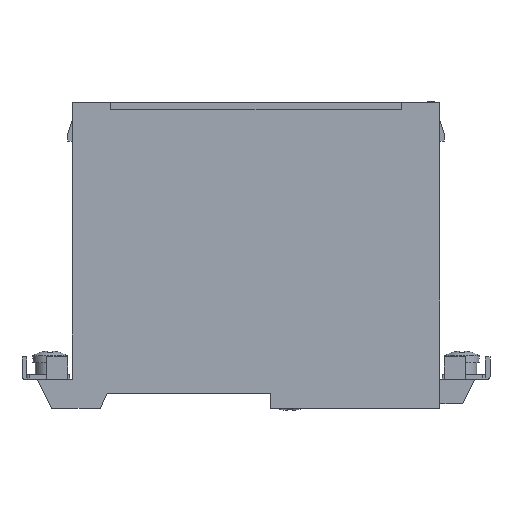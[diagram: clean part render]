
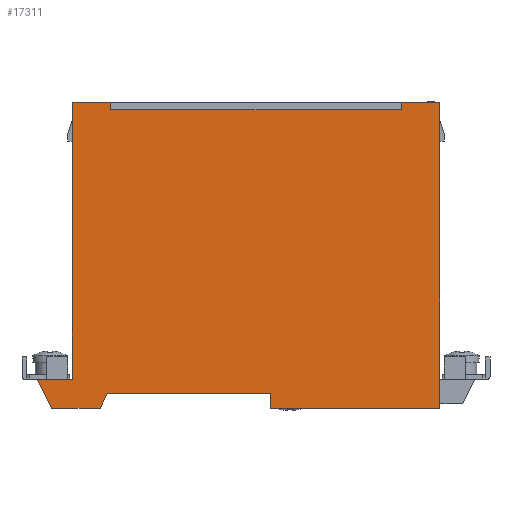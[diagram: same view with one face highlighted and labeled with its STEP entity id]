
A CAD part, left-side view. The second image highlights one B-rep face of the part: STEP entity #17311.
In plain terms, the highlighted planar face has unit normal (-1, 0, 0).
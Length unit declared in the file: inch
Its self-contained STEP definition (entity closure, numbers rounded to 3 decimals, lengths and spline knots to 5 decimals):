
#1386=LINE('',#30392,#3005);
#1417=LINE('',#30456,#3036);
#1418=LINE('',#30459,#3037);
#1424=LINE('',#30471,#3043);
#1425=LINE('',#30473,#3044);
#1426=LINE('',#30475,#3045);
#1427=LINE('',#30477,#3046);
#1428=LINE('',#30479,#3047);
#1429=LINE('',#30481,#3048);
#1430=LINE('',#30483,#3049);
#1431=LINE('',#30485,#3050);
#1432=LINE('',#30487,#3051);
#1433=LINE('',#30489,#3052);
#1434=LINE('',#30490,#3053);
#3005=VECTOR('',#20440,0.3937);
#3036=VECTOR('',#20493,0.3937);
#3037=VECTOR('',#20496,0.3937);
#3043=VECTOR('',#20506,0.3937);
#3044=VECTOR('',#20507,0.3937);
#3045=VECTOR('',#20508,0.3937);
#3046=VECTOR('',#20509,0.3937);
#3047=VECTOR('',#20510,0.3937);
#3048=VECTOR('',#20511,0.3937);
#3049=VECTOR('',#20512,0.3937);
#3050=VECTOR('',#20513,0.3937);
#3051=VECTOR('',#20514,0.3937);
#3052=VECTOR('',#20515,0.3937);
#3053=VECTOR('',#20516,0.3937);
#4633=FACE_OUTER_BOUND('',#5658,.T.);
#5658=EDGE_LOOP('',(#14384,#14385,#14386,#14387,#14388,#14389,#14390,#14391,
#14392,#14393,#14394,#14395,#14396,#14397));
#7794=VERTEX_POINT('',#30389);
#7795=VERTEX_POINT('',#30391);
#7817=VERTEX_POINT('',#30454);
#7818=VERTEX_POINT('',#30458);
#7822=VERTEX_POINT('',#30470);
#7823=VERTEX_POINT('',#30472);
#7824=VERTEX_POINT('',#30474);
#7825=VERTEX_POINT('',#30476);
#7826=VERTEX_POINT('',#30478);
#7827=VERTEX_POINT('',#30480);
#7828=VERTEX_POINT('',#30482);
#7829=VERTEX_POINT('',#30484);
#7830=VERTEX_POINT('',#30486);
#7831=VERTEX_POINT('',#30488);
#10034=EDGE_CURVE('',#7795,#7794,#1386,.T.);
#10067=EDGE_CURVE('',#7794,#7817,#1417,.T.);
#10068=EDGE_CURVE('',#7818,#7795,#1418,.T.);
#10074=EDGE_CURVE('',#7822,#7817,#1424,.T.);
#10075=EDGE_CURVE('',#7823,#7822,#1425,.T.);
#10076=EDGE_CURVE('',#7824,#7823,#1426,.T.);
#10077=EDGE_CURVE('',#7825,#7824,#1427,.T.);
#10078=EDGE_CURVE('',#7826,#7825,#1428,.T.);
#10079=EDGE_CURVE('',#7827,#7826,#1429,.T.);
#10080=EDGE_CURVE('',#7828,#7827,#1430,.T.);
#10081=EDGE_CURVE('',#7829,#7828,#1431,.T.);
#10082=EDGE_CURVE('',#7830,#7829,#1432,.T.);
#10083=EDGE_CURVE('',#7830,#7831,#1433,.T.);
#10084=EDGE_CURVE('',#7818,#7831,#1434,.T.);
#14384=ORIENTED_EDGE('',*,*,#10067,.T.);
#14385=ORIENTED_EDGE('',*,*,#10074,.F.);
#14386=ORIENTED_EDGE('',*,*,#10075,.F.);
#14387=ORIENTED_EDGE('',*,*,#10076,.F.);
#14388=ORIENTED_EDGE('',*,*,#10077,.F.);
#14389=ORIENTED_EDGE('',*,*,#10078,.F.);
#14390=ORIENTED_EDGE('',*,*,#10079,.F.);
#14391=ORIENTED_EDGE('',*,*,#10080,.F.);
#14392=ORIENTED_EDGE('',*,*,#10081,.F.);
#14393=ORIENTED_EDGE('',*,*,#10082,.F.);
#14394=ORIENTED_EDGE('',*,*,#10083,.T.);
#14395=ORIENTED_EDGE('',*,*,#10084,.F.);
#14396=ORIENTED_EDGE('',*,*,#10068,.T.);
#14397=ORIENTED_EDGE('',*,*,#10034,.T.);
#15886=PLANE('',#18073);
#17311=ADVANCED_FACE('',(#4633),#15886,.F.);
#18073=AXIS2_PLACEMENT_3D('',#30469,#20504,#20505);
#20440=DIRECTION('',(0.,1.,0.));
#20493=DIRECTION('',(0.,0.,1.));
#20496=DIRECTION('',(0.,0.,-1.));
#20504=DIRECTION('center_axis',(1.,0.,0.));
#20505=DIRECTION('ref_axis',(0.,0.,-1.));
#20506=DIRECTION('',(0.,-1.,0.));
#20507=DIRECTION('',(0.,0.,1.));
#20508=DIRECTION('',(0.,-1.,0.));
#20509=DIRECTION('',(0.,0.447,0.894));
#20510=DIRECTION('',(0.,1.,0.));
#20511=DIRECTION('',(0.,0.419,-0.908));
#20512=DIRECTION('',(0.,1.,0.));
#20513=DIRECTION('',(0.,0.,1.));
#20514=DIRECTION('',(0.,1.,0.));
#20515=DIRECTION('',(0.,0.,1.));
#20516=DIRECTION('',(0.,-1.,0.));
#30389=CARTESIAN_POINT('',(-0.24375,1.245,2.5585));
#30391=CARTESIAN_POINT('',(-0.24375,-1.245,2.5585));
#30392=CARTESIAN_POINT('',(-0.24375,-0.61888,2.5585));
#30454=CARTESIAN_POINT('',(-0.24375,1.245,2.62));
#30456=CARTESIAN_POINT('',(-0.24375,1.245,1.88551));
#30458=CARTESIAN_POINT('',(-0.24375,-1.245,2.62));
#30459=CARTESIAN_POINT('',(-0.24375,-1.245,1.91551));
#30469=CARTESIAN_POINT('Origin',(-0.24375,0.00723,1.21253));
#30470=CARTESIAN_POINT('',(-0.24375,1.575,2.62));
#30471=CARTESIAN_POINT('',(-0.24375,-1.575,2.62));
#30472=CARTESIAN_POINT('',(-0.24375,1.575,0.25));
#30473=CARTESIAN_POINT('',(-0.24375,1.575,2.62));
#30474=CARTESIAN_POINT('',(-0.24375,1.875,0.25));
#30475=CARTESIAN_POINT('',(-0.24375,1.575,0.25));
#30476=CARTESIAN_POINT('',(-0.24375,1.75,0.));
#30477=CARTESIAN_POINT('',(-0.24375,1.875,0.25));
#30478=CARTESIAN_POINT('',(-0.24375,1.335,0.));
#30479=CARTESIAN_POINT('',(-0.24375,1.75,0.));
#30480=CARTESIAN_POINT('',(-0.24375,1.275,0.13));
#30481=CARTESIAN_POINT('',(-0.24375,1.335,0.));
#30482=CARTESIAN_POINT('',(-0.24375,-0.125,0.13));
#30483=CARTESIAN_POINT('',(-0.24375,1.275,0.13));
#30484=CARTESIAN_POINT('',(-0.24375,-0.125,0.));
#30485=CARTESIAN_POINT('',(-0.24375,-0.125,0.13));
#30486=CARTESIAN_POINT('',(-0.24375,-1.575,0.));
#30487=CARTESIAN_POINT('',(-0.24375,-0.125,0.));
#30488=CARTESIAN_POINT('',(-0.24375,-1.575,2.62));
#30489=CARTESIAN_POINT('',(-0.24375,-1.575,0.60626));
#30490=CARTESIAN_POINT('',(-0.24375,-1.575,2.62));
